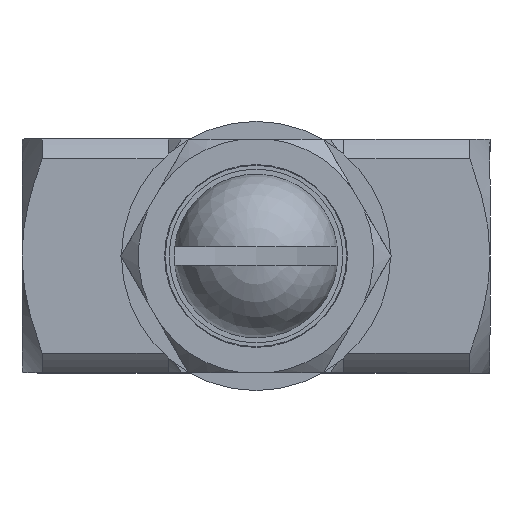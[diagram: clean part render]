
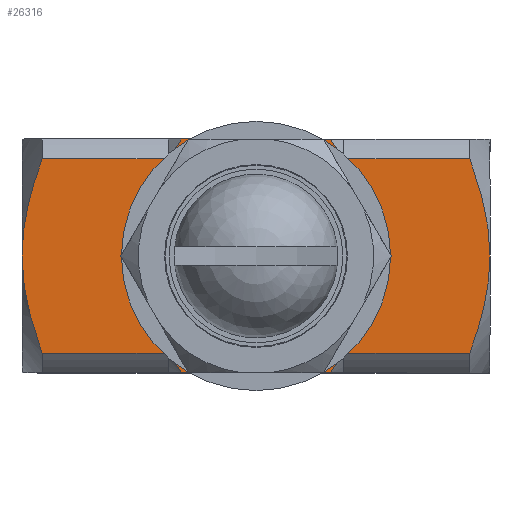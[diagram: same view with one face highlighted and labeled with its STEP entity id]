
A CAD part, front view. The second image highlights one B-rep face of the part: STEP entity #26316.
In plain terms, the highlighted planar face has unit normal (0, -1, 0).
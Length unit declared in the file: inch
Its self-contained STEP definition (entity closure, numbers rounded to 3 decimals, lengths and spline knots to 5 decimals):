
#1574=LINE('',#33017,#4176);
#4009=LINE('',#45771,#6611);
#4014=LINE('',#45855,#6616);
#4015=LINE('',#45861,#6617);
#4016=LINE('',#45899,#6618);
#4017=LINE('',#45916,#6619);
#4176=VECTOR('',#27928,0.3937);
#6611=VECTOR('',#31865,0.3937);
#6616=VECTOR('',#31950,0.3937);
#6617=VECTOR('',#31959,0.3937);
#6618=VECTOR('',#32002,0.3937);
#6619=VECTOR('',#32025,0.3937);
#6742=(
BOUNDED_CURVE()
B_SPLINE_CURVE(2,(#45841,#45842,#45843),.UNSPECIFIED.,.F.,.F.)
B_SPLINE_CURVE_WITH_KNOTS((3,3),(1.52621,1.93378),
 .UNSPECIFIED.)
CURVE()
GEOMETRIC_REPRESENTATION_ITEM()
RATIONAL_B_SPLINE_CURVE((1.015,1.009,1.))
REPRESENTATION_ITEM('')
);
#6743=(
BOUNDED_CURVE()
B_SPLINE_CURVE(2,(#45847,#45848,#45849),.UNSPECIFIED.,.F.,.F.)
B_SPLINE_CURVE_WITH_KNOTS((3,3),(0.,0.40758),.UNSPECIFIED.)
CURVE()
GEOMETRIC_REPRESENTATION_ITEM()
RATIONAL_B_SPLINE_CURVE((1.,1.009,1.015))
REPRESENTATION_ITEM('')
);
#6744=(
BOUNDED_CURVE()
B_SPLINE_CURVE(2,(#45865,#45866,#45867),.UNSPECIFIED.,.F.,.F.)
B_SPLINE_CURVE_WITH_KNOTS((3,3),(0.,1.35251),.UNSPECIFIED.)
CURVE()
GEOMETRIC_REPRESENTATION_ITEM()
RATIONAL_B_SPLINE_CURVE((1.,1.072,1.))
REPRESENTATION_ITEM('')
);
#6745=(
BOUNDED_CURVE()
B_SPLINE_CURVE(2,(#45872,#45873,#45874),.UNSPECIFIED.,.F.,.F.)
B_SPLINE_CURVE_WITH_KNOTS((3,3),(1.35251,2.70503),
 .UNSPECIFIED.)
CURVE()
GEOMETRIC_REPRESENTATION_ITEM()
RATIONAL_B_SPLINE_CURVE((1.,1.072,1.))
REPRESENTATION_ITEM('')
);
#6746=(
BOUNDED_CURVE()
B_SPLINE_CURVE(2,(#45883,#45884,#45885),.UNSPECIFIED.,.F.,.F.)
B_SPLINE_CURVE_WITH_KNOTS((3,3),(1.52621,1.93378),
 .UNSPECIFIED.)
CURVE()
GEOMETRIC_REPRESENTATION_ITEM()
RATIONAL_B_SPLINE_CURVE((1.015,1.009,1.))
REPRESENTATION_ITEM('')
);
#6747=(
BOUNDED_CURVE()
B_SPLINE_CURVE(2,(#45888,#45889,#45890),.UNSPECIFIED.,.F.,.F.)
B_SPLINE_CURVE_WITH_KNOTS((3,3),(0.,0.40758),.UNSPECIFIED.)
CURVE()
GEOMETRIC_REPRESENTATION_ITEM()
RATIONAL_B_SPLINE_CURVE((1.,1.009,1.015))
REPRESENTATION_ITEM('')
);
#6748=(
BOUNDED_CURVE()
B_SPLINE_CURVE(2,(#45907,#45908,#45909),.UNSPECIFIED.,.F.,.F.)
B_SPLINE_CURVE_WITH_KNOTS((3,3),(0.,1.35251),.UNSPECIFIED.)
CURVE()
GEOMETRIC_REPRESENTATION_ITEM()
RATIONAL_B_SPLINE_CURVE((1.,1.072,1.))
REPRESENTATION_ITEM('')
);
#6749=(
BOUNDED_CURVE()
B_SPLINE_CURVE(2,(#45919,#45920,#45921),.UNSPECIFIED.,.F.,.F.)
B_SPLINE_CURVE_WITH_KNOTS((3,3),(1.35251,2.70503),
 .UNSPECIFIED.)
CURVE()
GEOMETRIC_REPRESENTATION_ITEM()
RATIONAL_B_SPLINE_CURVE((1.,1.072,1.))
REPRESENTATION_ITEM('')
);
#7593=PLANE('',#27451);
#7791=FACE_BOUND('',#10740,.T.);
#9176=FACE_OUTER_BOUND('',#10739,.T.);
#10739=EDGE_LOOP('',(#24377,#24378,#24379,#24380,#24381,#24382,#24383,#24384,
#24385,#24386,#24387,#24388,#24389,#24390));
#10740=EDGE_LOOP('',(#24391));
#11051=CIRCLE('',#27452,0.31469);
#11261=VERTEX_POINT('',#32977);
#11272=VERTEX_POINT('',#33013);
#13488=VERTEX_POINT('',#45766);
#13489=VERTEX_POINT('',#45770);
#13499=VERTEX_POINT('',#45840);
#13500=VERTEX_POINT('',#45846);
#13501=VERTEX_POINT('',#45854);
#13502=VERTEX_POINT('',#45860);
#13503=VERTEX_POINT('',#45864);
#13504=VERTEX_POINT('',#45881);
#13505=VERTEX_POINT('',#45887);
#13506=VERTEX_POINT('',#45897);
#13507=VERTEX_POINT('',#45905);
#13508=VERTEX_POINT('',#45915);
#13509=VERTEX_POINT('',#45925);
#13825=EDGE_CURVE('',#11261,#11272,#1574,.T.);
#17148=EDGE_CURVE('',#13488,#13489,#4009,.T.);
#17161=EDGE_CURVE('',#13488,#13499,#6742,.T.);
#17163=EDGE_CURVE('',#13500,#11261,#6743,.T.);
#17166=EDGE_CURVE('',#13499,#13501,#4014,.T.);
#17169=EDGE_CURVE('',#13502,#13500,#4015,.T.);
#17171=EDGE_CURVE('',#13501,#13503,#6744,.T.);
#17174=EDGE_CURVE('',#13503,#13502,#6745,.T.);
#17179=EDGE_CURVE('',#11272,#13504,#6746,.T.);
#17180=EDGE_CURVE('',#13505,#13489,#6747,.T.);
#17185=EDGE_CURVE('',#13504,#13506,#4016,.T.);
#17189=EDGE_CURVE('',#13506,#13507,#6748,.T.);
#17192=EDGE_CURVE('',#13508,#13505,#4017,.T.);
#17194=EDGE_CURVE('',#13507,#13508,#6749,.T.);
#17196=EDGE_CURVE('',#13509,#13509,#11051,.T.);
#24377=ORIENTED_EDGE('',*,*,#17161,.T.);
#24378=ORIENTED_EDGE('',*,*,#17166,.T.);
#24379=ORIENTED_EDGE('',*,*,#17171,.T.);
#24380=ORIENTED_EDGE('',*,*,#17174,.T.);
#24381=ORIENTED_EDGE('',*,*,#17169,.T.);
#24382=ORIENTED_EDGE('',*,*,#17163,.T.);
#24383=ORIENTED_EDGE('',*,*,#13825,.T.);
#24384=ORIENTED_EDGE('',*,*,#17179,.T.);
#24385=ORIENTED_EDGE('',*,*,#17185,.T.);
#24386=ORIENTED_EDGE('',*,*,#17189,.T.);
#24387=ORIENTED_EDGE('',*,*,#17194,.T.);
#24388=ORIENTED_EDGE('',*,*,#17192,.T.);
#24389=ORIENTED_EDGE('',*,*,#17180,.T.);
#24390=ORIENTED_EDGE('',*,*,#17148,.F.);
#24391=ORIENTED_EDGE('',*,*,#17196,.F.);
#26316=ADVANCED_FACE('',(#9176,#7791),#7593,.T.);
#27451=AXIS2_PLACEMENT_3D('',#45924,#32034,#32035);
#27452=AXIS2_PLACEMENT_3D('',#45926,#32036,#32037);
#27928=DIRECTION('',(1.,0.,0.));
#31865=DIRECTION('',(1.,0.,0.));
#31950=DIRECTION('',(-1.,0.,0.));
#31959=DIRECTION('',(1.,0.,0.));
#32002=DIRECTION('',(1.,0.,0.));
#32025=DIRECTION('',(-1.,0.,0.));
#32034=DIRECTION('center_axis',(0.,-1.,0.));
#32035=DIRECTION('ref_axis',(0.,0.,-1.));
#32036=DIRECTION('center_axis',(0.,-1.,0.));
#32037=DIRECTION('ref_axis',(-1.,0.,0.));
#32977=CARTESIAN_POINT('',(0.85263,-0.625,-0.625));
#33013=CARTESIAN_POINT('',(1.64737,-0.625,-0.625));
#33017=CARTESIAN_POINT('',(0.,-0.625,-0.625));
#45766=CARTESIAN_POINT('',(0.85263,-0.625,0.625));
#45770=CARTESIAN_POINT('',(1.64737,-0.625,0.625));
#45771=CARTESIAN_POINT('',(0.,-0.625,0.625));
#45840=CARTESIAN_POINT('',(0.78125,-0.625,0.51916));
#45841=CARTESIAN_POINT('Ctrl Pts',(0.85263,-0.625,0.625));
#45842=CARTESIAN_POINT('Ctrl Pts',(0.81364,-0.625,0.56986));
#45843=CARTESIAN_POINT('Ctrl Pts',(0.78125,-0.625,0.51916));
#45846=CARTESIAN_POINT('',(0.78125,-0.625,-0.51916));
#45847=CARTESIAN_POINT('Ctrl Pts',(0.78125,-0.625,-0.51916));
#45848=CARTESIAN_POINT('Ctrl Pts',(0.81364,-0.625,-0.56986));
#45849=CARTESIAN_POINT('Ctrl Pts',(0.85263,-0.625,-0.625));
#45854=CARTESIAN_POINT('',(0.10825,-0.625,0.51916));
#45855=CARTESIAN_POINT('',(0.46279,-0.625,0.51916));
#45860=CARTESIAN_POINT('',(0.10825,-0.625,-0.51916));
#45861=CARTESIAN_POINT('',(0.46279,-0.625,-0.51916));
#45864=CARTESIAN_POINT('',(0.,-0.625,0.));
#45865=CARTESIAN_POINT('Ctrl Pts',(0.10825,-0.625,0.51916));
#45866=CARTESIAN_POINT('Ctrl Pts',(0.,-0.625,0.22572));
#45867=CARTESIAN_POINT('Ctrl Pts',(0.,-0.625,0.));
#45872=CARTESIAN_POINT('Ctrl Pts',(0.,-0.625,0.));
#45873=CARTESIAN_POINT('Ctrl Pts',(0.,-0.625,-0.22572));
#45874=CARTESIAN_POINT('Ctrl Pts',(0.10825,-0.625,-0.51916));
#45881=CARTESIAN_POINT('',(1.71875,-0.625,-0.51916));
#45883=CARTESIAN_POINT('Ctrl Pts',(1.64737,-0.625,-0.625));
#45884=CARTESIAN_POINT('Ctrl Pts',(1.68636,-0.625,-0.56986));
#45885=CARTESIAN_POINT('Ctrl Pts',(1.71875,-0.625,-0.51916));
#45887=CARTESIAN_POINT('',(1.71875,-0.625,0.51916));
#45888=CARTESIAN_POINT('Ctrl Pts',(1.71875,-0.625,0.51916));
#45889=CARTESIAN_POINT('Ctrl Pts',(1.68636,-0.625,0.56986));
#45890=CARTESIAN_POINT('Ctrl Pts',(1.64737,-0.625,0.625));
#45897=CARTESIAN_POINT('',(2.39175,-0.625,-0.51916));
#45899=CARTESIAN_POINT('',(2.3737,-0.625,-0.51916));
#45905=CARTESIAN_POINT('',(2.5,-0.625,0.));
#45907=CARTESIAN_POINT('Ctrl Pts',(2.39175,-0.625,-0.51916));
#45908=CARTESIAN_POINT('Ctrl Pts',(2.5,-0.625,-0.22572));
#45909=CARTESIAN_POINT('Ctrl Pts',(2.5,-0.625,0.));
#45915=CARTESIAN_POINT('',(2.39175,-0.625,0.51916));
#45916=CARTESIAN_POINT('',(2.3737,-0.625,0.51916));
#45919=CARTESIAN_POINT('Ctrl Pts',(2.5,-0.625,0.));
#45920=CARTESIAN_POINT('Ctrl Pts',(2.5,-0.625,0.22572));
#45921=CARTESIAN_POINT('Ctrl Pts',(2.39175,-0.625,0.51916));
#45924=CARTESIAN_POINT('Origin',(0.,-0.625,0.625));
#45925=CARTESIAN_POINT('',(1.56469,-0.625,0.));
#45926=CARTESIAN_POINT('Origin',(1.25,-0.625,0.));
